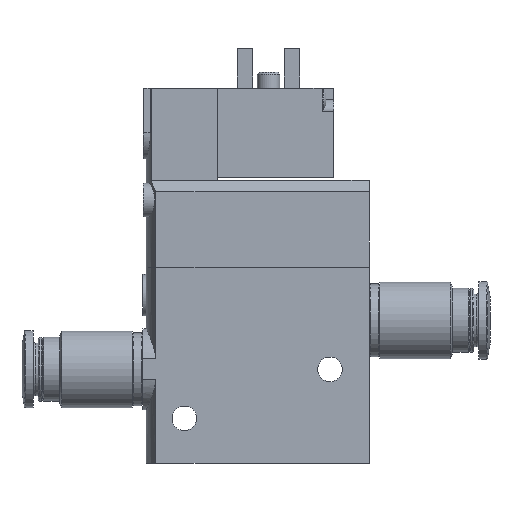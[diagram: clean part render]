
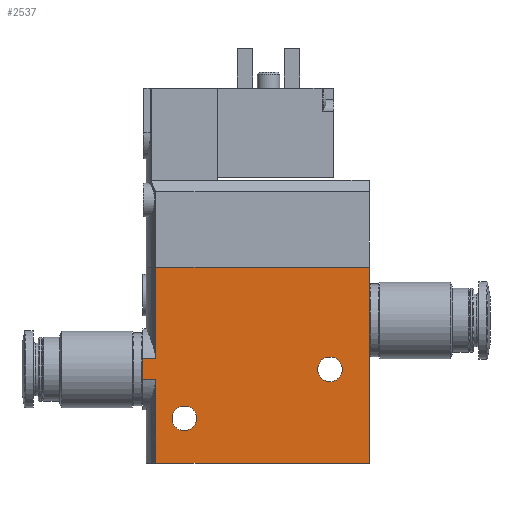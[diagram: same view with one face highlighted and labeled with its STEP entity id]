
A CAD part, left-side view. The second image highlights one B-rep face of the part: STEP entity #2537.
In plain terms, the highlighted face is planar.
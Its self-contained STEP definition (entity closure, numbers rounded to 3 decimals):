
#193=LINE('',#4166,#362);
#196=LINE('',#4175,#365);
#197=LINE('',#4187,#366);
#199=LINE('',#4204,#368);
#206=LINE('',#4235,#375);
#208=LINE('',#4243,#377);
#211=LINE('',#4256,#380);
#212=LINE('',#4257,#381);
#362=VECTOR('',#3380,1000.);
#365=VECTOR('',#3387,1000.);
#366=VECTOR('',#3390,1000.);
#368=VECTOR('',#3396,1000.);
#375=VECTOR('',#3415,1000.);
#377=VECTOR('',#3423,1000.);
#380=VECTOR('',#3438,1000.);
#381=VECTOR('',#3439,1000.);
#579=ORIENTED_EDGE('',*,*,#1267,.T.);
#580=ORIENTED_EDGE('',*,*,#1268,.T.);
#581=ORIENTED_EDGE('',*,*,#1243,.T.);
#582=ORIENTED_EDGE('',*,*,#1262,.F.);
#583=ORIENTED_EDGE('',*,*,#1269,.F.);
#584=ORIENTED_EDGE('',*,*,#1237,.T.);
#585=ORIENTED_EDGE('',*,*,#1270,.T.);
#586=ORIENTED_EDGE('',*,*,#1258,.F.);
#587=ORIENTED_EDGE('',*,*,#1241,.T.);
#588=ORIENTED_EDGE('',*,*,#1247,.T.);
#1237=EDGE_CURVE('',#1590,#1589,#193,.T.);
#1241=EDGE_CURVE('',#1594,#1593,#196,.F.);
#1243=EDGE_CURVE('',#1595,#1596,#197,.T.);
#1247=EDGE_CURVE('',#1593,#1595,#199,.T.);
#1258=EDGE_CURVE('',#1594,#1606,#206,.T.);
#1262=EDGE_CURVE('',#1608,#1596,#208,.T.);
#1267=EDGE_CURVE('',#1611,#1611,#1846,.T.);
#1268=EDGE_CURVE('',#1612,#1612,#1847,.T.);
#1269=EDGE_CURVE('',#1590,#1608,#211,.T.);
#1270=EDGE_CURVE('',#1589,#1606,#212,.T.);
#1589=VERTEX_POINT('',#4165);
#1590=VERTEX_POINT('',#4167);
#1593=VERTEX_POINT('',#4174);
#1594=VERTEX_POINT('',#4176);
#1595=VERTEX_POINT('',#4188);
#1596=VERTEX_POINT('',#4189);
#1606=VERTEX_POINT('',#4236);
#1608=VERTEX_POINT('',#4242);
#1611=VERTEX_POINT('',#4253);
#1612=VERTEX_POINT('',#4255);
#1846=CIRCLE('',#3084,2.2);
#1847=CIRCLE('',#3085,2.2);
#1978=EDGE_LOOP('',(#579));
#1979=EDGE_LOOP('',(#580));
#1980=EDGE_LOOP('',(#581,#582,#583,#584,#585,#586,#587,#588));
#2222=FACE_BOUND('',#1978,.T.);
#2223=FACE_BOUND('',#1979,.T.);
#2224=FACE_BOUND('',#1980,.T.);
#2455=PLANE('',#3083);
#2537=ADVANCED_FACE('',(#2222,#2223,#2224),#2455,.F.);
#3083=AXIS2_PLACEMENT_3D('',#4251,#3432,#3433);
#3084=AXIS2_PLACEMENT_3D('',#4252,#3434,#3435);
#3085=AXIS2_PLACEMENT_3D('',#4254,#3436,#3437);
#3380=DIRECTION('',(-1.,0.,0.));
#3387=DIRECTION('',(0.,-1.,0.));
#3390=DIRECTION('',(0.,-1.,0.));
#3396=DIRECTION('',(1.,0.,0.));
#3415=DIRECTION('',(-1.,0.,0.));
#3423=DIRECTION('',(-1.,0.,0.));
#3432=DIRECTION('',(0.,0.,1.));
#3433=DIRECTION('',(1.,0.,0.));
#3434=DIRECTION('',(0.,0.,1.));
#3435=DIRECTION('',(1.,0.,0.));
#3436=DIRECTION('',(0.,0.,1.));
#3437=DIRECTION('',(1.,0.,0.));
#3438=DIRECTION('',(0.,1.,0.));
#3439=DIRECTION('',(0.,1.,0.));
#4165=CARTESIAN_POINT('',(0.,0.,-7.));
#4166=CARTESIAN_POINT('',(35.,0.,-7.));
#4167=CARTESIAN_POINT('',(35.,0.,-7.));
#4174=CARTESIAN_POINT('',(16.363,40.4,-7.));
#4175=CARTESIAN_POINT('',(16.363,0.,-7.));
#4176=CARTESIAN_POINT('',(16.363,38.066,-7.));
#4187=CARTESIAN_POINT('',(20.137,0.,-7.));
#4188=CARTESIAN_POINT('',(20.137,40.4,-7.));
#4189=CARTESIAN_POINT('',(20.137,38.066,-7.));
#4204=CARTESIAN_POINT('',(18.25,40.4,-7.));
#4235=CARTESIAN_POINT('',(35.,38.066,-7.));
#4236=CARTESIAN_POINT('',(0.,38.066,-7.));
#4242=CARTESIAN_POINT('',(35.,38.066,-7.));
#4243=CARTESIAN_POINT('',(35.,38.066,-7.));
#4251=CARTESIAN_POINT('',(35.,0.,-7.));
#4252=CARTESIAN_POINT('',(18.25,7.,-7.));
#4253=CARTESIAN_POINT('',(20.45,7.,-7.));
#4254=CARTESIAN_POINT('',(27.,33.,-7.));
#4255=CARTESIAN_POINT('',(29.2,33.,-7.));
#4256=CARTESIAN_POINT('',(35.,0.,-7.));
#4257=CARTESIAN_POINT('',(0.,0.,-7.));
